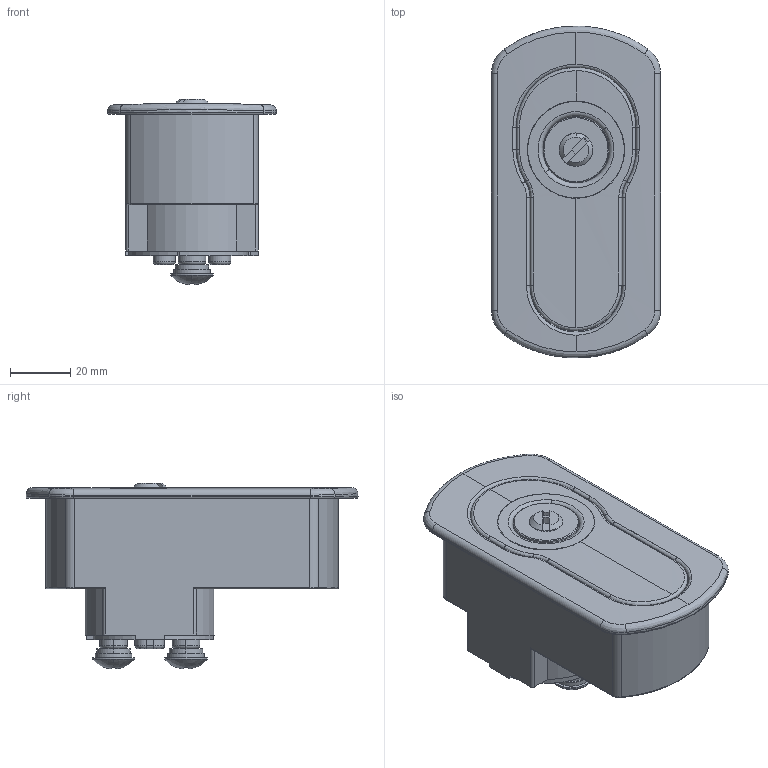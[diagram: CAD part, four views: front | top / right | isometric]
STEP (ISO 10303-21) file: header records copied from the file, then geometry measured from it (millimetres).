
FILE_DESCRIPTION (( 'STEP AP203' ), '1' );
FILE_NAME ('A-417-F.STEP', '2012-09-19T07:50:50', ( '11sw' ), ( 'タキゲン製造株式会社' ), 'SwSTEP 2.0', 'SolidWorks 2011', '' );
FILE_SCHEMA (( 'CONFIG_CONTROL_DESIGN' ));
Length unit declared in the file: millimetre
Products named in the file (13): A-417-F; スプリングワッシャーM6_JIS B 1251 No.2 6; 平ワッシャーM6小型丸_M6小形-JIS B 1256; 廫帤寠晅僩儔僗偹偠M6_M6亊10; C-288; C-288 ストッパー; C-288 ローター; C-288 ハウジング; ｶﾞｰﾄﾞﾘﾝｸﾞ; A-417-F90°カム_; A-417-F内筒_; ハンドルカット2; A-417-Fハウジング
Assembly tree (15 placements, depth 3):
  A-417-F
    ｶﾞｰﾄﾞﾘﾝｸﾞ
    A-417-Fハウジング
    平ワッシャーM6小型丸_M6小形-JIS B 1256  x2
    廫帤寠晅僩儔僗偹偠M6_M6亊10  x2
    A-417-F90°カム_
    スプリングワッシャーM6_JIS B 1251 No.2 6  x2
    C-288
      C-288 ストッパー
      C-288 ローター
      C-288 ハウジング
    A-417-F内筒_
    ハンドルカット2
Bounding box: 56 x 110 x 61.5 mm (x, y, z)
Volume: 107835.5 mm3; surface area: 72614.2 mm2
Topology: 14 solids, 14 shells, 671 faces, 1674 edges, 1033 vertices
Faces by surface type: cylinder 301, plane 200, cone 56, torus 55, bspline 34, sphere 25
Entity records: 22563 total; most frequent: CARTESIAN_POINT 5724, DIRECTION 3416, ORIENTED_EDGE 3136, EDGE_CURVE 1568, AXIS2_PLACEMENT_3D 1347, VERTEX_POINT 979, VECTOR 722, LINE 722
